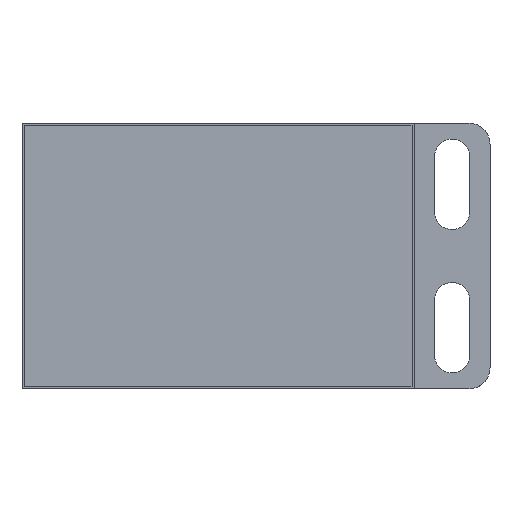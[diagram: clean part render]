
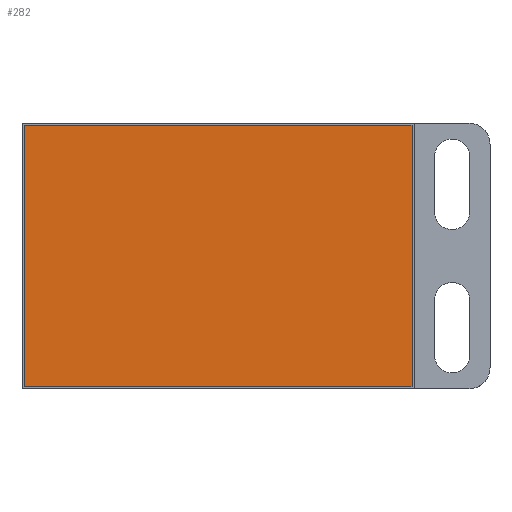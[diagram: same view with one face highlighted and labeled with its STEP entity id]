
A CAD part, top view. The second image highlights one B-rep face of the part: STEP entity #282.
In plain terms, the highlighted planar face has unit normal (0, 0, 1).
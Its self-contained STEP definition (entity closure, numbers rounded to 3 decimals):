
#1 = DIRECTION ( 'NONE',  ( 0., 1., 0. ) ) ;
#6 = ORIENTED_EDGE ( 'NONE', *, *, #736, .T. ) ;
#59 = CARTESIAN_POINT ( 'NONE',  ( -27.5, 15.5, 8. ) ) ;
#64 = PLANE ( 'NONE',  #160 ) ;
#97 = VERTEX_POINT ( 'NONE', #500 ) ;
#112 = VERTEX_POINT ( 'NONE', #685 ) ;
#119 = LINE ( 'NONE', #591, #406 ) ;
#122 = CARTESIAN_POINT ( 'NONE',  ( -27.5, -15.5, 8. ) ) ;
#125 = CARTESIAN_POINT ( 'NONE',  ( 18.5, -15.5, 8. ) ) ;
#132 = CARTESIAN_POINT ( 'NONE',  ( -27.5, -15.5, 8. ) ) ;
#160 = AXIS2_PLACEMENT_3D ( 'NONE', #401, #529, #711 ) ;
#214 = VECTOR ( 'NONE', #682, 1000. ) ;
#227 = EDGE_CURVE ( 'NONE', #112, #558, #668, .T. ) ;
#239 = CARTESIAN_POINT ( 'NONE',  ( -27.5, 15.5, 8. ) ) ;
#282 = ADVANCED_FACE ( 'NONE', ( #451 ), #64, .T. ) ;
#293 = ORIENTED_EDGE ( 'NONE', *, *, #227, .T. ) ;
#360 = EDGE_CURVE ( 'NONE', #558, #534, #600, .T. ) ;
#401 = CARTESIAN_POINT ( 'NONE',  ( 0., 0., 8. ) ) ;
#406 = VECTOR ( 'NONE', #1, 1000. ) ;
#416 = EDGE_LOOP ( 'NONE', ( #293, #493, #6, #523 ) ) ;
#451 = FACE_OUTER_BOUND ( 'NONE', #416, .T. ) ;
#493 = ORIENTED_EDGE ( 'NONE', *, *, #360, .T. ) ;
#500 = CARTESIAN_POINT ( 'NONE',  ( 18.5, 15.5, 8. ) ) ;
#523 = ORIENTED_EDGE ( 'NONE', *, *, #601, .T. ) ;
#529 = DIRECTION ( 'NONE',  ( 0., 0., 1. ) ) ;
#534 = VERTEX_POINT ( 'NONE', #125 ) ;
#538 = DIRECTION ( 'NONE',  ( 1., 0., 0. ) ) ;
#553 = VECTOR ( 'NONE', #602, 1000. ) ;
#558 = VERTEX_POINT ( 'NONE', #132 ) ;
#591 = CARTESIAN_POINT ( 'NONE',  ( 18.5, 15.5, 8. ) ) ;
#600 = LINE ( 'NONE', #122, #654 ) ;
#601 = EDGE_CURVE ( 'NONE', #97, #112, #687, .T. ) ;
#602 = DIRECTION ( 'NONE',  ( 0., -1., 0. ) ) ;
#654 = VECTOR ( 'NONE', #538, 1000. ) ;
#668 = LINE ( 'NONE', #239, #553 ) ;
#682 = DIRECTION ( 'NONE',  ( -1., 0., 0. ) ) ;
#685 = CARTESIAN_POINT ( 'NONE',  ( -27.5, 15.5, 8. ) ) ;
#687 = LINE ( 'NONE', #59, #214 ) ;
#711 = DIRECTION ( 'NONE',  ( 1., 0., 0. ) ) ;
#736 = EDGE_CURVE ( 'NONE', #534, #97, #119, .T. ) ;
